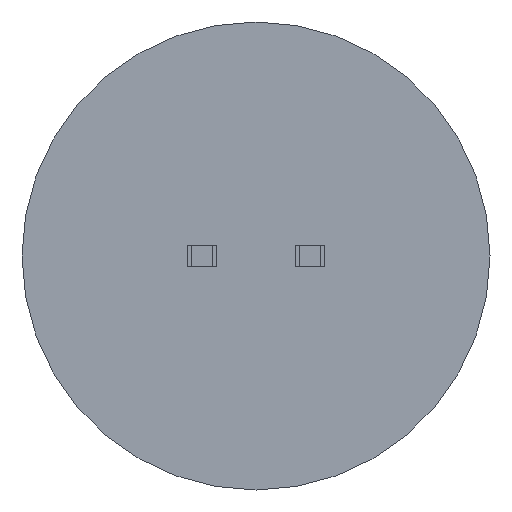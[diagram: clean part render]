
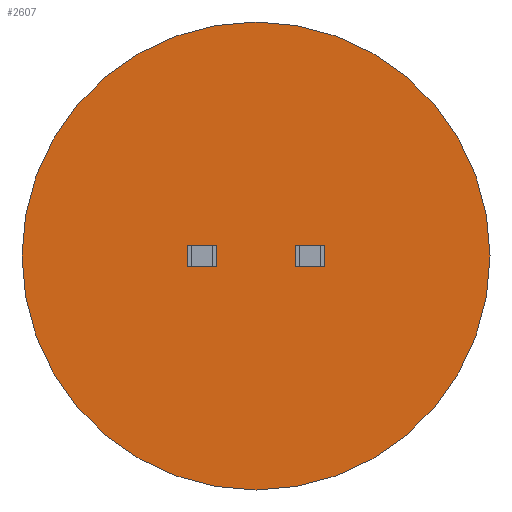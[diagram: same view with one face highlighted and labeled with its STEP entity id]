
A CAD part, front view. The second image highlights one B-rep face of the part: STEP entity #2607.
In plain terms, the highlighted planar face has unit normal (0, -1, 0).
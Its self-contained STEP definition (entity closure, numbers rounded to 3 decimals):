
#2602 = ORIENTED_EDGE ( 'NONE', *, *, #2603, .T. ) ;
#2603 = EDGE_CURVE ( 'NONE', #2971, #2604, #15488, .T. ) ;
#2604 = VERTEX_POINT ( 'NONE', #15484 ) ;
#2606 = EDGE_CURVE ( 'NONE', #3128, #3125, #15482, .T. ) ;
#2607 = ADVANCED_FACE ( 'NONE', ( #15477, #15476, #15475 ), #15523, .F. ) ;
#2608 = EDGE_LOOP ( 'NONE', ( #2609, #2612, #2602, #2687 ) ) ;
#2609 = ORIENTED_EDGE ( 'NONE', *, *, #2610, .F. ) ;
#2610 = EDGE_CURVE ( 'NONE', #3042, #2611, #15524, .T. ) ;
#2611 = VERTEX_POINT ( 'NONE', #15515 ) ;
#2612 = ORIENTED_EDGE ( 'NONE', *, *, #2973, .F. ) ;
#2684 = EDGE_CURVE ( 'NONE', #2604, #2611, #15666, .T. ) ;
#2685 = EDGE_CURVE ( 'NONE', #2691, #2690, #15662, .T. ) ;
#2686 = ORIENTED_EDGE ( 'NONE', *, *, #2685, .F. ) ;
#2687 = ORIENTED_EDGE ( 'NONE', *, *, #2684, .T. ) ;
#2688 = ORIENTED_EDGE ( 'NONE', *, *, #2693, .T. ) ;
#2689 = EDGE_CURVE ( 'NONE', #2690, #2696, #15658, .T. ) ;
#2690 = VERTEX_POINT ( 'NONE', #15654 ) ;
#2691 = VERTEX_POINT ( 'NONE', #15653 ) ;
#2692 = EDGE_LOOP ( 'NONE', ( #2695, #2686, #2697, #2688 ) ) ;
#2693 = EDGE_CURVE ( 'NONE', #2699, #2696, #15707, .T. ) ;
#2694 = EDGE_LOOP ( 'NONE', ( #2700, #2701 ) ) ;
#2695 = ORIENTED_EDGE ( 'NONE', *, *, #2689, .F. ) ;
#2696 = VERTEX_POINT ( 'NONE', #15703 ) ;
#2697 = ORIENTED_EDGE ( 'NONE', *, *, #2698, .T. ) ;
#2698 = EDGE_CURVE ( 'NONE', #2691, #2699, #15702, .T. ) ;
#2699 = VERTEX_POINT ( 'NONE', #15698 ) ;
#2700 = ORIENTED_EDGE ( 'NONE', *, *, #2606, .F. ) ;
#2701 = ORIENTED_EDGE ( 'NONE', *, *, #3127, .F. ) ;
#2971 = VERTEX_POINT ( 'NONE', #16516 ) ;
#2973 = EDGE_CURVE ( 'NONE', #2971, #3042, #16515, .T. ) ;
#3042 = VERTEX_POINT ( 'NONE', #16757 ) ;
#3125 = VERTEX_POINT ( 'NONE', #17049 ) ;
#3127 = EDGE_CURVE ( 'NONE', #3125, #3128, #17044, .T. ) ;
#3128 = VERTEX_POINT ( 'NONE', #17039 ) ;
#15475 = FACE_OUTER_BOUND ( 'NONE', #2694, .T. ) ;
#15476 = FACE_BOUND ( 'NONE', #2692, .T. ) ;
#15477 = FACE_BOUND ( 'NONE', #2608, .T. ) ;
#15478 = DIRECTION ( 'NONE',  ( 0., 0., 1. ) ) ;
#15479 = DIRECTION ( 'NONE',  ( 0., 1., 0. ) ) ;
#15480 = CARTESIAN_POINT ( 'NONE',  ( 0., 0., 0. ) ) ;
#15481 = AXIS2_PLACEMENT_3D ( 'NONE', #15480, #15479, #15478 ) ;
#15482 = CIRCLE ( 'NONE', #15481, 5.5 ) ;
#15484 = CARTESIAN_POINT ( 'NONE',  ( 1.52, 0., -0.25 ) ) ;
#15485 = DIRECTION ( 'NONE',  ( 0., 0., -1. ) ) ;
#15486 = VECTOR ( 'NONE', #15485, 1000. ) ;
#15487 = CARTESIAN_POINT ( 'NONE',  ( 1.52, 0., 0.25 ) ) ;
#15488 = LINE ( 'NONE', #15487, #15486 ) ;
#15515 = CARTESIAN_POINT ( 'NONE',  ( 1.02, 0., -0.25 ) ) ;
#15516 = DIRECTION ( 'NONE',  ( 0., 0., -1. ) ) ;
#15517 = VECTOR ( 'NONE', #15516, 1000. ) ;
#15518 = CARTESIAN_POINT ( 'NONE',  ( 1.02, 0., 0.25 ) ) ;
#15519 = DIRECTION ( 'NONE',  ( 0., 0., 1. ) ) ;
#15520 = DIRECTION ( 'NONE',  ( 0., 1., 0. ) ) ;
#15521 = CARTESIAN_POINT ( 'NONE',  ( -12.241, 0., 0. ) ) ;
#15522 = AXIS2_PLACEMENT_3D ( 'NONE', #15521, #15520, #15519 ) ;
#15523 = PLANE ( 'NONE',  #15522 ) ;
#15524 = LINE ( 'NONE', #15518, #15517 ) ;
#15653 = CARTESIAN_POINT ( 'NONE',  ( -1.02, 0., 0.25 ) ) ;
#15654 = CARTESIAN_POINT ( 'NONE',  ( -1.52, 0., 0.25 ) ) ;
#15655 = DIRECTION ( 'NONE',  ( 0., 0., -1. ) ) ;
#15656 = VECTOR ( 'NONE', #15655, 1000. ) ;
#15657 = CARTESIAN_POINT ( 'NONE',  ( -1.52, 0., 0.25 ) ) ;
#15658 = LINE ( 'NONE', #15657, #15656 ) ;
#15659 = DIRECTION ( 'NONE',  ( -1., 0., 0. ) ) ;
#15660 = VECTOR ( 'NONE', #15659, 1000. ) ;
#15661 = CARTESIAN_POINT ( 'NONE',  ( 0.029, 0., 0.25 ) ) ;
#15662 = LINE ( 'NONE', #15661, #15660 ) ;
#15663 = DIRECTION ( 'NONE',  ( -1., 0., 0. ) ) ;
#15664 = VECTOR ( 'NONE', #15663, 1000. ) ;
#15665 = CARTESIAN_POINT ( 'NONE',  ( 0.029, 0., -0.25 ) ) ;
#15666 = LINE ( 'NONE', #15665, #15664 ) ;
#15698 = CARTESIAN_POINT ( 'NONE',  ( -1.02, 0., -0.25 ) ) ;
#15699 = DIRECTION ( 'NONE',  ( 0., 0., -1. ) ) ;
#15700 = VECTOR ( 'NONE', #15699, 1000. ) ;
#15701 = CARTESIAN_POINT ( 'NONE',  ( -1.02, 0., 0.25 ) ) ;
#15702 = LINE ( 'NONE', #15701, #15700 ) ;
#15703 = CARTESIAN_POINT ( 'NONE',  ( -1.52, 0., -0.25 ) ) ;
#15704 = DIRECTION ( 'NONE',  ( -1., 0., 0. ) ) ;
#15705 = VECTOR ( 'NONE', #15704, 1000. ) ;
#15706 = CARTESIAN_POINT ( 'NONE',  ( 0.029, 0., -0.25 ) ) ;
#15707 = LINE ( 'NONE', #15706, #15705 ) ;
#16512 = DIRECTION ( 'NONE',  ( -1., 0., 0. ) ) ;
#16513 = VECTOR ( 'NONE', #16512, 1000. ) ;
#16514 = CARTESIAN_POINT ( 'NONE',  ( 0.029, 0., 0.25 ) ) ;
#16515 = LINE ( 'NONE', #16514, #16513 ) ;
#16516 = CARTESIAN_POINT ( 'NONE',  ( 1.52, 0., 0.25 ) ) ;
#16757 = CARTESIAN_POINT ( 'NONE',  ( 1.02, 0., 0.25 ) ) ;
#17039 = CARTESIAN_POINT ( 'NONE',  ( 0., 0., -5.5 ) ) ;
#17040 = DIRECTION ( 'NONE',  ( 0., 0., 1. ) ) ;
#17041 = DIRECTION ( 'NONE',  ( 0., 1., 0. ) ) ;
#17042 = CARTESIAN_POINT ( 'NONE',  ( 0., 0., 0. ) ) ;
#17043 = AXIS2_PLACEMENT_3D ( 'NONE', #17042, #17041, #17040 ) ;
#17044 = CIRCLE ( 'NONE', #17043, 5.5 ) ;
#17049 = CARTESIAN_POINT ( 'NONE',  ( 0., 0., 5.5 ) ) ;
